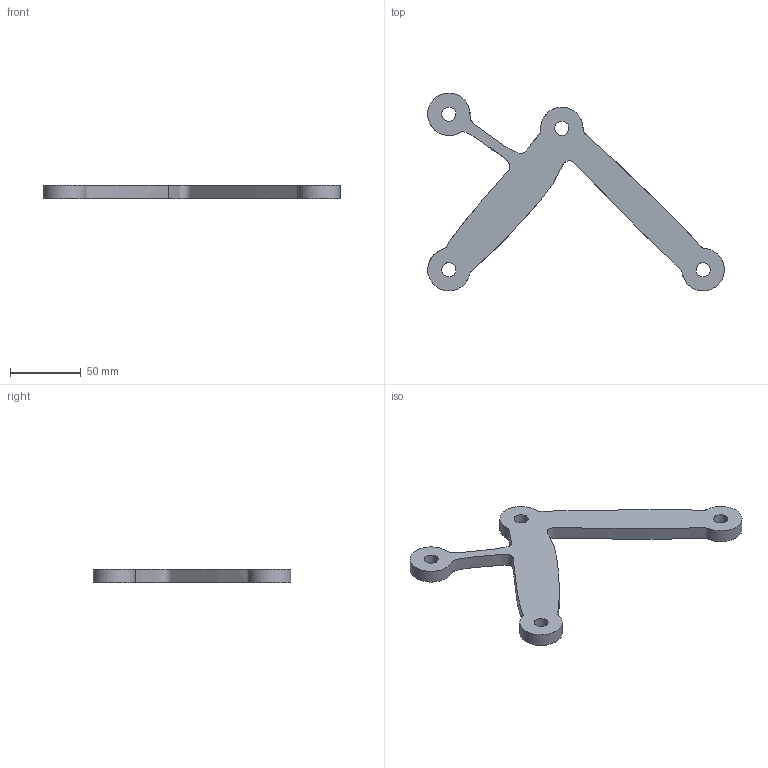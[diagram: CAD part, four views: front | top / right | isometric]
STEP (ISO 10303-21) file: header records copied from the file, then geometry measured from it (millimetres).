
FILE_DESCRIPTION(('CAx-IF Rec.Pracs.---Model Styling and Organization---1.2---2011-12-15','CAx-IF Rec.Pracs.---Geometric and Assembly Validation Properties---4.1---2014-06-16','CAx-IF Rec.Pracs.---PMI Polyline Presentation---2.0---2013-05-24'),'2;1');
FILE_NAME('bracket.step','2018-02-15T04:29:30+13:00',(''),(''),'STEP Interface 2017 Sp3 by CT CoreTechnologie','3D_Kernel_IO2017 Sp3 by CT CoreTechnologie','');
FILE_SCHEMA(('AUTOMOTIVE_DESIGN { 1 0 10303 214 1 1 1 1 }'));
Length unit declared in the file: millimetre
Products named in the file (2): bracket; BRACKET(2)
Assembly tree (1 placements, depth 2):
  bracket
    BRACKET(2)
Bounding box: 209.99 x 139.98 x 9.3 mm (x, y, z)
Volume: 92055.8 mm3; surface area: 25827.1 mm2
Topology: 1 solids, 1 shells, 12 faces, 40 edges, 30 vertices
Faces by surface type: cylinder 8, plane 2, bspline 2
Entity records: 2832 total; most frequent: CARTESIAN_POINT 2170, ORIENTED_EDGE 80, DIRECTION 74, EDGE_CURVE 40, VERTEX_POINT 30, AXIS2_PLACEMENT_3D 28, PROPERTY_DEFINITION 28, EDGE_LOOP 20
